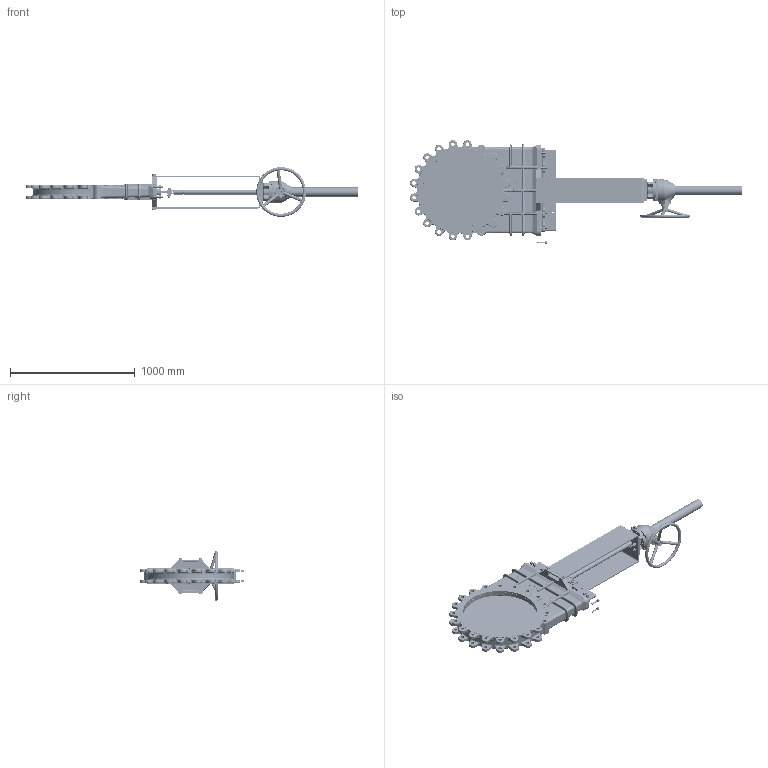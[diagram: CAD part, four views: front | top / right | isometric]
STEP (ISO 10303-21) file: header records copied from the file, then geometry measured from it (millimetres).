
FILE_DESCRIPTION(/* description */ ('Unknown'),/* implementation_level */ '2;1');
FILE_NAME(/* name */ 'ZFI-S-24''''MAUAL RISING+GEAR BOX',/* time_stamp */ '2023-09-02T16:30:06+05:00',/* author */ ('Unknown'),/* organization */ ('Unknown'),/* preprocessor_version */ 'ST-DEVELOPER v18.102',/* originating_system */ 'Solid Edge',/* authorisation */ 'Unknown');
FILE_SCHEMA (('AUTOMOTIVE_DESIGN {1 0 10303 214 3 1 1}'));
Products named in the file (29): ZFI-S-DN-600-ASSY. AS PER Ø40 GBO; 600-F2-BA-01-R1 Housing Soft Seated Machining; 600-02NR-R0 Gate; 600-BA-11-R3 Spindle (Rising Manual); 600-Spindle Part 1 (Manual Rising)-R1; 600-Spindle Part 2 Machining-R1; 600-BA-11-R3 Spindle (Rising Manual)_436_507_Fillet 3_oa_0; 600-BA-11-R3 Spindle (Rising Manual)_436_507_Fillet 3_oa_1; 600-BA-07D- Supporting Bracket (GBO Rising); 600-05-R0 Stuffing Seal 14x14; F14_Valve_Mounting_Flange; 600-BA-06-R1 Stuffing Plate Sand Casting; HSSS FP(GRUB) M12X80L; 600-BA-03-R0 Bend Ring; 600-BA-04-R0 Inlet Seal; PUNCH WASHER A11; SPRING WASHER B12; HEX NUT M12; SPRING WASHER B12_mir8; HSHCS (ALLEN BOLT) M16X35L; SPRING WASHER B16; HEX SCREW M16X50L; Cap stem cover Gk14.1; Stem cover Gk14.1_600; Auma_HW_Ø400_BoreØ20; GK_14.1; HSHCS (ALLEN BOLT) M16X65L; 500-BA-18MS-R0 Adapter Plate; NYLOCK NUT M16
Assembly tree (96 placements, depth 3):
  ZFI-S-DN-600-ASSY. AS PER Ø40 GBO
    600-F2-BA-01-R1 Housing Soft Seated Machining
    600-02NR-R0 Gate
    600-BA-11-R3 Spindle (Rising Manual)
      600-Spindle Part 1 (Manual Rising)-R1
      600-Spindle Part 2 Machining-R1
      600-BA-11-R3 Spindle (Rising Manual)_436_507_Fillet 3_oa_0
      600-BA-11-R3 Spindle (Rising Manual)_436_507_Fillet 3_oa_1
    600-BA-07D- Supporting Bracket (GBO Rising)
    600-05-R0 Stuffing Seal 14x14  x3
    F14_Valve_Mounting_Flange
    600-BA-06-R1 Stuffing Plate Sand Casting
    HSSS FP(GRUB) M12X80L  x14
    600-BA-03-R0 Bend Ring
    600-BA-04-R0 Inlet Seal
    PUNCH WASHER A11  x14
    SPRING WASHER B12  x9
    HEX NUT M12  x14
    SPRING WASHER B12_mir8  x5
    HSHCS (ALLEN BOLT) M16X35L  x4
    SPRING WASHER B16  x8
    HEX SCREW M16X50L  x4
    Cap stem cover Gk14.1
    Stem cover Gk14.1_600
    Auma_HW_Ø400_BoreØ20
    GK_14.1
    HSHCS (ALLEN BOLT) M16X65L  x2
    500-BA-18MS-R0 Adapter Plate
    NYLOCK NUT M16  x2
Bounding box: 2664.37 x 833.36 x 399.2 mm (x, y, z)
Volume: 49674697.3 mm3; surface area: 6468595.2 mm2
Topology: 97 solids, 97 shells, 5019 faces, 12228 edges, 7494 vertices
Faces by surface type: plane 1938, cylinder 1433, bspline 754, torus 547, cone 313, sphere 34
Full cylindrical faces by diameter (mm): 6.8 x1, 8 x1, 8.4 x1, 10 x8, 10.106 x14, 10.584 x24, 11 x14, 12 x18, 12.5 x1, 13.376 x8, 13.835 x6, 13.885 x2, 14 x12, 14.701 x4, 16 x12, 16.5 x6, 17.5 x2, 18 x12, 18.1 x4, 20 x1, 21 x14, 22.49 x4, 23 x2, 24 x6, 26 x4, 27.823 x40, 30 x1, 40 x2, 50 x1, 60 x1
Entity records: 167440 total; most frequent: CARTESIAN_POINT 56940, ORIENTED_EDGE 20040, DIRECTION 19401, EDGE_CURVE 10020, AXIS2_PLACEMENT_3D 7429, VERTEX_POINT 6307, FACE_BOUND 4893, EDGE_LOOP 4869
